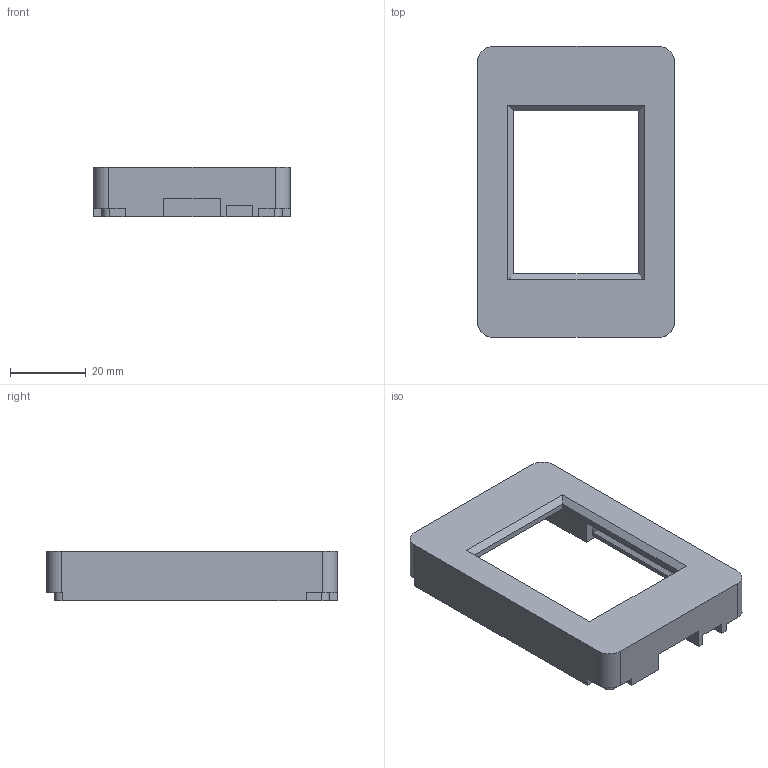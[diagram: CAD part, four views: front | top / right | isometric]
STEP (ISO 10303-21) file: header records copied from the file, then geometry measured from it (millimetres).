
FILE_DESCRIPTION(/* description */ (''),/* implementation_level */ '2;1');
FILE_NAME(/* name */ 'TopCase.step',/* time_stamp */ '2025-07-06T14:04:22+02:00',/* author */ (''),/* organization */ (''),/* preprocessor_version */ 'ST-DEVELOPER v20.1',/* originating_system */ 'Autodesk Translation Framework v14.10.0.0',/* authorisation */ '');
FILE_SCHEMA (('AUTOMOTIVE_DESIGN { 1 0 10303 214 3 1 1 }'));
Length unit declared in the file: millimetre
Products named in the file (1): TopCase
Bounding box: 52 x 77 x 13.2 mm (x, y, z)
Volume: 19224.3 mm3; surface area: 10945.4 mm2
Topology: 1 solids, 1 shells, 70 faces, 192 edges, 124 vertices
Faces by surface type: plane 62, cylinder 8
Entity records: 2213 total; most frequent: CARTESIAN_POINT 387, ORIENTED_EDGE 384, DIRECTION 350, EDGE_CURVE 192, LINE 176, VECTOR 176, VERTEX_POINT 124, AXIS2_PLACEMENT_3D 87
